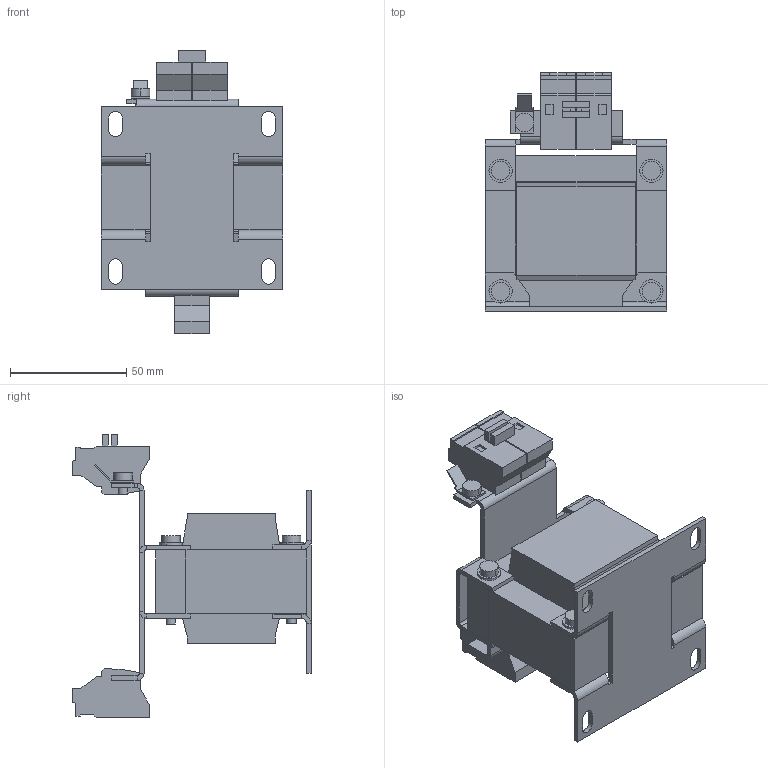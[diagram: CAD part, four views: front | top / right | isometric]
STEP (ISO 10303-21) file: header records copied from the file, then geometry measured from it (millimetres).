
FILE_DESCRIPTION (( 'STEP AP214' ), '1' );
FILE_NAME ('208877.STEP', '2020-07-07T07:37:46', ( '' ), ( '' ), 'SwSTEP 2.0', 'SolidWorks 2018', '' );
FILE_SCHEMA (( 'AUTOMOTIVE_DESIGN' ));
Length unit declared in the file: millimetre
Products named in the file (1): 208877
Bounding box: 78 x 102.7 x 122 mm (x, y, z)
Volume: 245111.9 mm3; surface area: 63900.2 mm2
Topology: 1 solids, 1 shells, 424 faces, 1142 edges, 716 vertices
Faces by surface type: plane 343, cylinder 81
Entity records: 13124 total; most frequent: CARTESIAN_POINT 2301, ORIENTED_EDGE 2284, DIRECTION 2164, EDGE_CURVE 1142, LINE 966, VECTOR 966, VERTEX_POINT 716, AXIS2_PLACEMENT_3D 599
